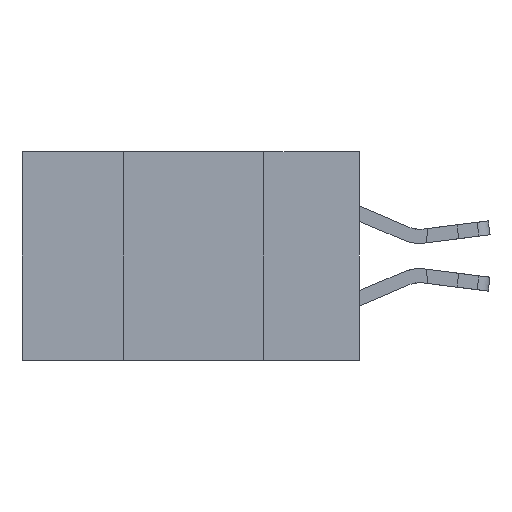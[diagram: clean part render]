
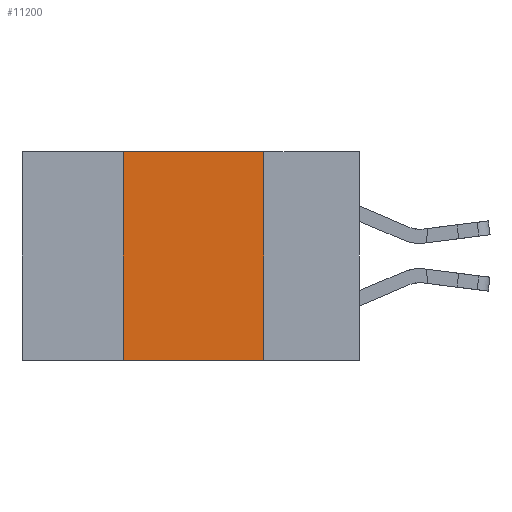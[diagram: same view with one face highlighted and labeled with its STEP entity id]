
A CAD part, left-side view. The second image highlights one B-rep face of the part: STEP entity #11200.
In plain terms, the highlighted planar face has unit normal (-1, 0, 0).
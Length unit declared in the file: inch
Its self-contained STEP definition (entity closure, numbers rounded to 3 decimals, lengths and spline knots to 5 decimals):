
#554 = VECTOR ( 'NONE', #11545, 39.37008 ) ;
#777 = DIRECTION ( 'NONE',  ( 0., -1., 0. ) ) ;
#967 = DIRECTION ( 'NONE',  ( 0., 0., -1. ) ) ;
#2337 = CARTESIAN_POINT ( 'NONE',  ( 0., 0.42, -0.37 ) ) ;
#2429 = DIRECTION ( 'NONE',  ( 1., 0., 0. ) ) ;
#3339 = EDGE_CURVE ( 'NONE', #18255, #12984, #5520, .T. ) ;
#3429 = EDGE_CURVE ( 'NONE', #7929, #18255, #9218, .T. ) ;
#4421 = CARTESIAN_POINT ( 'NONE',  ( 0., 0.6, 0. ) ) ;
#5435 = ORIENTED_EDGE ( 'NONE', *, *, #3339, .F. ) ;
#5520 = LINE ( 'NONE', #17220, #13813 ) ;
#7505 = LINE ( 'NONE', #11007, #10997 ) ;
#7929 = VERTEX_POINT ( 'NONE', #2337 ) ;
#9218 = LINE ( 'NONE', #17647, #11793 ) ;
#10511 = ORIENTED_EDGE ( 'NONE', *, *, #17344, .T. ) ;
#10767 = FACE_OUTER_BOUND ( 'NONE', #17156, .T. ) ;
#10773 = CARTESIAN_POINT ( 'NONE',  ( 0., 0.17, -0.37 ) ) ;
#10997 = VECTOR ( 'NONE', #967, 39.37008 ) ;
#11007 = CARTESIAN_POINT ( 'NONE',  ( 0., 0.17, 0. ) ) ;
#11200 = ADVANCED_FACE ( 'NONE', ( #10767 ), #18973, .F. ) ;
#11545 = DIRECTION ( 'NONE',  ( 0., -1., 0. ) ) ;
#11793 = VECTOR ( 'NONE', #15852, 39.37008 ) ;
#12984 = VERTEX_POINT ( 'NONE', #20696 ) ;
#13126 = CARTESIAN_POINT ( 'NONE',  ( 0., 0.6, -0.37 ) ) ;
#13813 = VECTOR ( 'NONE', #777, 39.37008 ) ;
#15467 = ORIENTED_EDGE ( 'NONE', *, *, #16078, .F. ) ;
#15759 = ORIENTED_EDGE ( 'NONE', *, *, #3429, .F. ) ;
#15852 = DIRECTION ( 'NONE',  ( 0., 0., 1. ) ) ;
#16078 = EDGE_CURVE ( 'NONE', #12984, #19390, #7505, .T. ) ;
#16867 = DIRECTION ( 'NONE',  ( 0., 0., -1. ) ) ;
#17156 = EDGE_LOOP ( 'NONE', ( #15467, #5435, #15759, #10511 ) ) ;
#17220 = CARTESIAN_POINT ( 'NONE',  ( 0., 0.6, 0. ) ) ;
#17344 = EDGE_CURVE ( 'NONE', #7929, #19390, #19652, .T. ) ;
#17647 = CARTESIAN_POINT ( 'NONE',  ( 0., 0.42, 0. ) ) ;
#18255 = VERTEX_POINT ( 'NONE', #18506 ) ;
#18506 = CARTESIAN_POINT ( 'NONE',  ( 0., 0.42, 0. ) ) ;
#18973 = PLANE ( 'NONE',  #19048 ) ;
#19048 = AXIS2_PLACEMENT_3D ( 'NONE', #4421, #2429, #16867 ) ;
#19390 = VERTEX_POINT ( 'NONE', #10773 ) ;
#19652 = LINE ( 'NONE', #13126, #554 ) ;
#20696 = CARTESIAN_POINT ( 'NONE',  ( 0., 0.17, 0. ) ) ;
